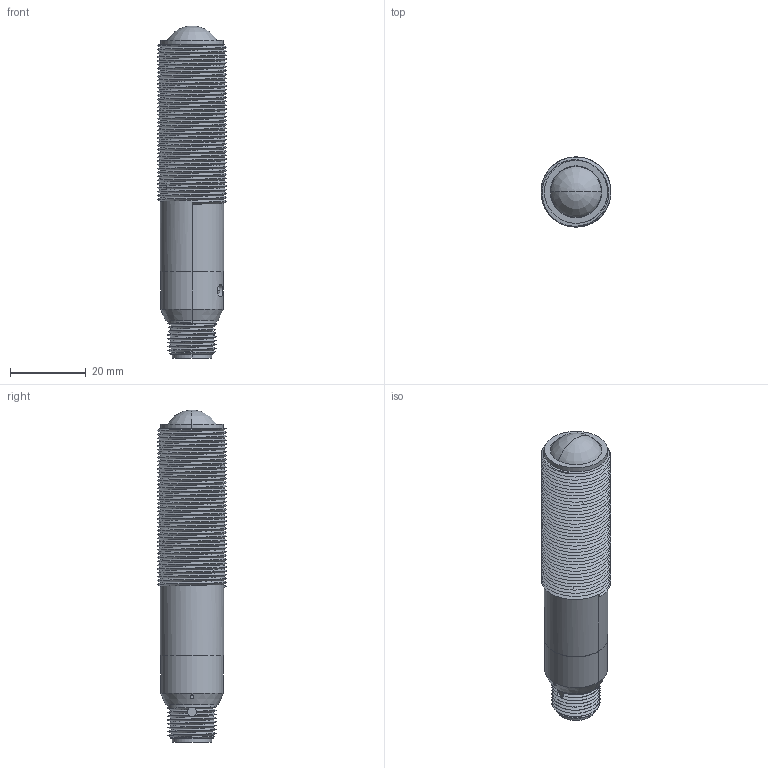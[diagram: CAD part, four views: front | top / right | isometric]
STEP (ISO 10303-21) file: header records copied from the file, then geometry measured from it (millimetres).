
FILE_DESCRIPTION((''),'2;1');
FILE_NAME('193981_ASM','2016-03-11T',('pdmadmin'),(''),'PRO/ENGINEER BY PARAMETRIC TECHNOLOGY CORPORATION, 2013230','PRO/ENGINEER BY PARAMETRIC TECHNOLOGY CORPORATION, 2013230','');
FILE_SCHEMA(('CONFIG_CONTROL_DESIGN'));
Products named in the file (11): 134392; 53362; 53363; 31406; 43292; 54597_ASM; 29100_AF0; 08427_AF0; 28554; 28557; 193981_ASM
Assembly tree (10 placements, depth 3):
  193981_ASM
    134392
    54597_ASM
      53362
      53363
      31406
      43292
    29100_AF0
    08427_AF0
    28554
    28557
Bounding box: 18.45 x 18.45 x 87.69 mm (x, y, z)
Volume: 8599.2 mm3; surface area: 15111.9 mm2
Topology: 9 solids, 9 shells, 402 faces, 990 edges, 636 vertices
Faces by surface type: cylinder 213, plane 112, bspline 39, cone 28, torus 4, sphere 4, revolution 2
Entity records: 27657 total; most frequent: CARTESIAN_POINT 18336, ORIENTED_EDGE 1968, DIRECTION 1740, EDGE_CURVE 984, AXIS2_PLACEMENT_3D 661, VERTEX_POINT 636, EDGE_LOOP 452, VECTOR 416
